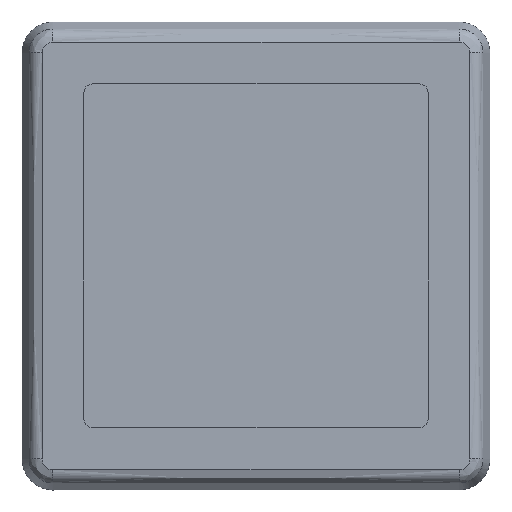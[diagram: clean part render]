
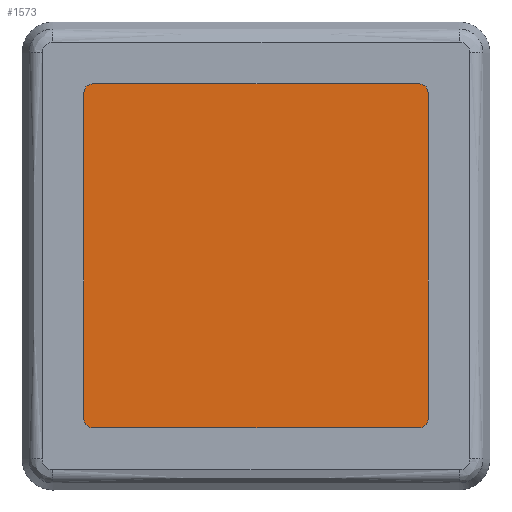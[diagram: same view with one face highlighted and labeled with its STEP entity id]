
A CAD part, top view. The second image highlights one B-rep face of the part: STEP entity #1573.
In plain terms, the highlighted planar face has unit normal (0, 0, 1).
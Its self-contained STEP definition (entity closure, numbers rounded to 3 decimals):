
#1573 = ADVANCED_FACE ( 'NONE', ( #4837 ), #6190, .T. ) ;
#3502 = LINE ( 'NONE', #3503, #12509 ) ;
#3503 = CARTESIAN_POINT ( 'NONE',  ( -55., 60., 6.8 ) ) ;
#3504 = DIRECTION ( 'NONE',  ( 0., -1., 0. ) ) ;
#3514 = LINE ( 'NONE', #3515, #12513 ) ;
#3515 = CARTESIAN_POINT ( 'NONE',  ( -55., -60., 6.8 ) ) ;
#3516 = DIRECTION ( 'NONE',  ( 1., 0., 0. ) ) ;
#3523 = LINE ( 'NONE', #3524, #4900 ) ;
#3524 = CARTESIAN_POINT ( 'NONE',  ( 55., 60., 6.8 ) ) ;
#3525 = DIRECTION ( 'NONE',  ( 0., 1., 0. ) ) ;
#3529 = LINE ( 'NONE', #3530, #12930 ) ;
#3530 = CARTESIAN_POINT ( 'NONE',  ( -55., 60., 6.8 ) ) ;
#3531 = DIRECTION ( 'NONE',  ( -1., 0., 0. ) ) ;
#4343 = EDGE_CURVE ( 'NONE', #8806, #8795, #3502, .T. ) ;
#4347 = EDGE_CURVE ( 'NONE', #8795, #5381, #3514, .T. ) ;
#4350 = EDGE_CURVE ( 'NONE', #5381, #8784, #3523, .T. ) ;
#4352 = EDGE_CURVE ( 'NONE', #8784, #8806, #3529, .T. ) ;
#4837 = FACE_OUTER_BOUND ( 'NONE', #7911, .T. ) ;
#4840 = AXIS2_PLACEMENT_3D ( 'NONE', #6191, #6192, #6193 ) ;
#4900 = VECTOR ( 'NONE', #3525, 1000. ) ;
#5381 = VERTEX_POINT ( 'NONE', #6724 ) ;
#6190 = PLANE ( 'NONE',  #4840 ) ;
#6191 = CARTESIAN_POINT ( 'NONE',  ( -55., -60., 6.8 ) ) ;
#6192 = DIRECTION ( 'NONE',  ( 0., 0., 1. ) ) ;
#6193 = DIRECTION ( 'NONE',  ( 1., 0., 0. ) ) ;
#6724 = CARTESIAN_POINT ( 'NONE',  ( 55., -60., 6.8 ) ) ;
#7019 = CARTESIAN_POINT ( 'NONE',  ( 55., 60., 6.8 ) ) ;
#7030 = CARTESIAN_POINT ( 'NONE',  ( -55., -60., 6.8 ) ) ;
#7041 = CARTESIAN_POINT ( 'NONE',  ( -55., 60., 6.8 ) ) ;
#7911 = EDGE_LOOP ( 'NONE', ( #8510, #8511, #8512, #8508 ) ) ;
#8508 = ORIENTED_EDGE ( 'NONE', *, *, #4352, .T. ) ;
#8510 = ORIENTED_EDGE ( 'NONE', *, *, #4343, .T. ) ;
#8511 = ORIENTED_EDGE ( 'NONE', *, *, #4347, .T. ) ;
#8512 = ORIENTED_EDGE ( 'NONE', *, *, #4350, .T. ) ;
#8784 = VERTEX_POINT ( 'NONE', #7019 ) ;
#8795 = VERTEX_POINT ( 'NONE', #7030 ) ;
#8806 = VERTEX_POINT ( 'NONE', #7041 ) ;
#12509 = VECTOR ( 'NONE', #3504, 1000. ) ;
#12513 = VECTOR ( 'NONE', #3516, 1000. ) ;
#12930 = VECTOR ( 'NONE', #3531, 1000. ) ;
